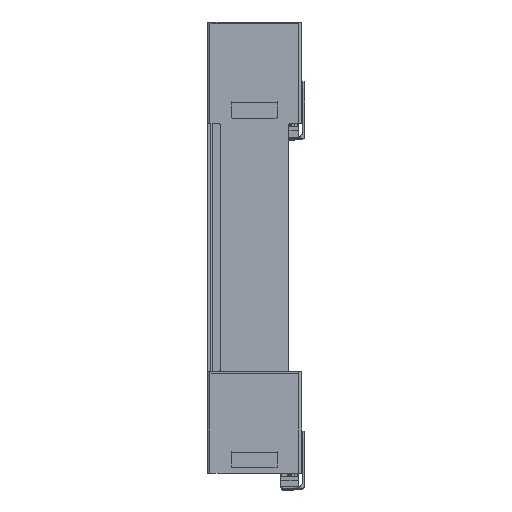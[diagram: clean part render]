
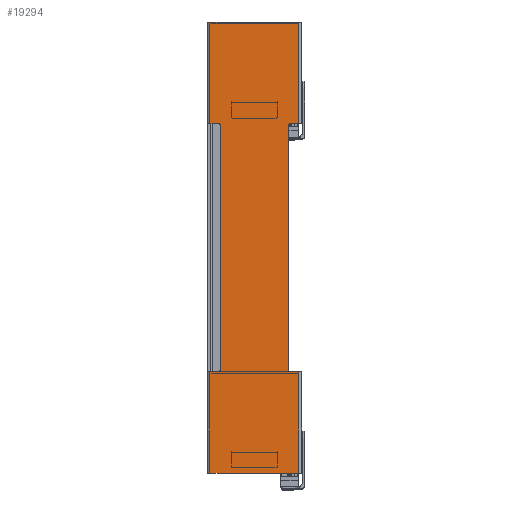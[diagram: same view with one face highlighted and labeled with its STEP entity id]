
A CAD part, top view. The second image highlights one B-rep face of the part: STEP entity #19294.
In plain terms, the highlighted planar face has unit normal (0, 0, 1).
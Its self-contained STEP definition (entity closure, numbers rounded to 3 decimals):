
#441=PLANE('',#20560);
#1540=FACE_OUTER_BOUND('',#2610,.T.);
#2610=EDGE_LOOP('',(#14743,#14744,#14745,#14746,#14747,#14748,#14749,#14750,
#14751,#14752,#14753,#14754,#14755,#14756,#14757,#14758));
#4225=LINE('',#29242,#6355);
#4248=LINE('',#29307,#6378);
#4252=LINE('',#29316,#6382);
#4254=LINE('',#29323,#6384);
#4255=LINE('',#29325,#6385);
#4256=LINE('',#29327,#6386);
#4257=LINE('',#29329,#6387);
#4258=LINE('',#29330,#6388);
#4259=LINE('',#29332,#6389);
#4260=LINE('',#29334,#6390);
#4261=LINE('',#29336,#6391);
#4262=LINE('',#29337,#6392);
#6355=VECTOR('',#23495,10.);
#6378=VECTOR('',#23558,10.);
#6382=VECTOR('',#23568,10.);
#6384=VECTOR('',#23576,10.);
#6385=VECTOR('',#23577,10.);
#6386=VECTOR('',#23578,10.);
#6387=VECTOR('',#23579,10.);
#6388=VECTOR('',#23580,10.);
#6389=VECTOR('',#23581,10.);
#6390=VECTOR('',#23582,10.);
#6391=VECTOR('',#23583,10.);
#6392=VECTOR('',#23584,10.);
#7835=CIRCLE('',#20551,2.5);
#7836=CIRCLE('',#20553,2.5);
#7837=CIRCLE('',#20556,2.5);
#7838=CIRCLE('',#20559,2.5);
#9047=VERTEX_POINT('',#29239);
#9048=VERTEX_POINT('',#29241);
#9067=VERTEX_POINT('',#29296);
#9068=VERTEX_POINT('',#29300);
#9069=VERTEX_POINT('',#29301);
#9070=VERTEX_POINT('',#29306);
#9071=VERTEX_POINT('',#29310);
#9072=VERTEX_POINT('',#29311);
#9073=VERTEX_POINT('',#29318);
#9074=VERTEX_POINT('',#29322);
#9075=VERTEX_POINT('',#29324);
#9076=VERTEX_POINT('',#29326);
#9077=VERTEX_POINT('',#29328);
#9078=VERTEX_POINT('',#29331);
#9079=VERTEX_POINT('',#29333);
#9080=VERTEX_POINT('',#29335);
#11136=EDGE_CURVE('',#9048,#9047,#4225,.T.);
#11163=EDGE_CURVE('',#9067,#9047,#7835,.T.);
#11165=EDGE_CURVE('',#9068,#9069,#7836,.T.);
#11168=EDGE_CURVE('',#9070,#9069,#4248,.T.);
#11170=EDGE_CURVE('',#9071,#9072,#7837,.T.);
#11173=EDGE_CURVE('',#9067,#9072,#4252,.T.);
#11174=EDGE_CURVE('',#9070,#9073,#7838,.T.);
#11176=EDGE_CURVE('',#9071,#9074,#4254,.T.);
#11177=EDGE_CURVE('',#9074,#9075,#4255,.T.);
#11178=EDGE_CURVE('',#9076,#9075,#4256,.T.);
#11179=EDGE_CURVE('',#9076,#9077,#4257,.T.);
#11180=EDGE_CURVE('',#9077,#9073,#4258,.T.);
#11181=EDGE_CURVE('',#9068,#9078,#4259,.T.);
#11182=EDGE_CURVE('',#9078,#9079,#4260,.T.);
#11183=EDGE_CURVE('',#9080,#9079,#4261,.T.);
#11184=EDGE_CURVE('',#9080,#9048,#4262,.T.);
#14743=ORIENTED_EDGE('',*,*,#11136,.T.);
#14744=ORIENTED_EDGE('',*,*,#11163,.F.);
#14745=ORIENTED_EDGE('',*,*,#11173,.T.);
#14746=ORIENTED_EDGE('',*,*,#11170,.F.);
#14747=ORIENTED_EDGE('',*,*,#11176,.T.);
#14748=ORIENTED_EDGE('',*,*,#11177,.T.);
#14749=ORIENTED_EDGE('',*,*,#11178,.F.);
#14750=ORIENTED_EDGE('',*,*,#11179,.T.);
#14751=ORIENTED_EDGE('',*,*,#11180,.T.);
#14752=ORIENTED_EDGE('',*,*,#11174,.F.);
#14753=ORIENTED_EDGE('',*,*,#11168,.T.);
#14754=ORIENTED_EDGE('',*,*,#11165,.F.);
#14755=ORIENTED_EDGE('',*,*,#11181,.T.);
#14756=ORIENTED_EDGE('',*,*,#11182,.T.);
#14757=ORIENTED_EDGE('',*,*,#11183,.F.);
#14758=ORIENTED_EDGE('',*,*,#11184,.T.);
#19294=ADVANCED_FACE('',(#1540),#441,.T.);
#20551=AXIS2_PLACEMENT_3D('',#29297,#23547,#23548);
#20553=AXIS2_PLACEMENT_3D('',#29302,#23552,#23553);
#20556=AXIS2_PLACEMENT_3D('',#29312,#23562,#23563);
#20559=AXIS2_PLACEMENT_3D('',#29319,#23571,#23572);
#20560=AXIS2_PLACEMENT_3D('',#29321,#23574,#23575);
#23495=DIRECTION('',(1.,0.,0.));
#23547=DIRECTION('center_axis',(0.,0.,
1.));
#23548=DIRECTION('ref_axis',(0.707,0.707,0.));
#23552=DIRECTION('center_axis',(0.,0.,
1.));
#23553=DIRECTION('ref_axis',(-0.707,0.707,0.));
#23558=DIRECTION('',(0.,1.,0.));
#23562=DIRECTION('center_axis',(0.,0.,
1.));
#23563=DIRECTION('ref_axis',(0.707,-0.707,0.));
#23568=DIRECTION('',(0.,-1.,0.));
#23571=DIRECTION('center_axis',(0.,0.,
1.));
#23572=DIRECTION('ref_axis',(-0.707,-0.707,0.));
#23574=DIRECTION('center_axis',(0.,0.,
1.));
#23575=DIRECTION('ref_axis',(0.,1.,0.));
#23576=DIRECTION('',(-1.,0.,0.));
#23577=DIRECTION('',(0.,-1.,0.));
#23578=DIRECTION('',(-1.,0.,0.));
#23579=DIRECTION('',(0.,1.,0.));
#23580=DIRECTION('',(-1.,0.,0.));
#23581=DIRECTION('',(1.,0.,0.));
#23582=DIRECTION('',(0.,1.,0.));
#23583=DIRECTION('',(1.,0.,0.));
#23584=DIRECTION('',(0.,-1.,0.));
#29239=CARTESIAN_POINT('',(-40.25,408.243,-5.));
#29241=CARTESIAN_POINT('',(-49.5,408.243,-5.));
#29242=CARTESIAN_POINT('',(-18.875,408.243,-5.));
#29296=CARTESIAN_POINT('',(-37.75,405.743,-5.));
#29297=CARTESIAN_POINT('Origin',(-40.25,405.743,-5.));
#29300=CARTESIAN_POINT('',(40.25,408.243,-5.));
#29301=CARTESIAN_POINT('',(37.75,405.743,-5.));
#29302=CARTESIAN_POINT('Origin',(40.25,405.743,-5.));
#29306=CARTESIAN_POINT('',(37.75,134.743,-5.));
#29307=CARTESIAN_POINT('',(37.75,201.243,-5.));
#29310=CARTESIAN_POINT('',(-40.25,132.243,-5.));
#29311=CARTESIAN_POINT('',(-37.75,134.743,-5.));
#29312=CARTESIAN_POINT('Origin',(-40.25,134.743,-5.));
#29316=CARTESIAN_POINT('',(-37.75,201.243,-5.));
#29318=CARTESIAN_POINT('',(40.25,132.243,-5.));
#29319=CARTESIAN_POINT('Origin',(40.25,134.743,-5.));
#29321=CARTESIAN_POINT('Origin',(0.,270.243,
-5.));
#29322=CARTESIAN_POINT('',(-49.5,132.243,-5.));
#29323=CARTESIAN_POINT('',(-26.25,132.243,-5.));
#29324=CARTESIAN_POINT('',(-49.5,19.243,-5.));
#29325=CARTESIAN_POINT('',(-49.5,395.743,-5.));
#29326=CARTESIAN_POINT('',(49.5,19.243,-5.));
#29327=CARTESIAN_POINT('',(52.5,19.243,-5.));
#29328=CARTESIAN_POINT('',(49.5,132.243,-5.));
#29329=CARTESIAN_POINT('',(49.5,144.743,-5.));
#29330=CARTESIAN_POINT('',(26.25,132.243,-5.));
#29331=CARTESIAN_POINT('',(49.5,408.243,-5.));
#29332=CARTESIAN_POINT('',(18.875,408.243,-5.));
#29333=CARTESIAN_POINT('',(49.5,521.243,-5.));
#29334=CARTESIAN_POINT('',(49.5,144.743,-5.));
#29335=CARTESIAN_POINT('',(-49.5,521.243,-5.));
#29336=CARTESIAN_POINT('',(52.5,521.243,-5.));
#29337=CARTESIAN_POINT('',(-49.5,395.743,-5.));
